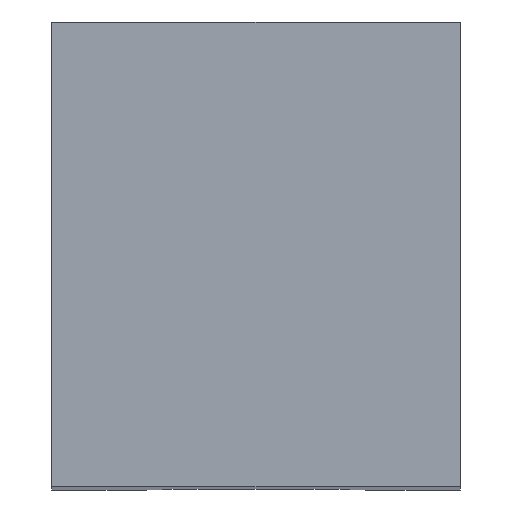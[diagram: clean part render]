
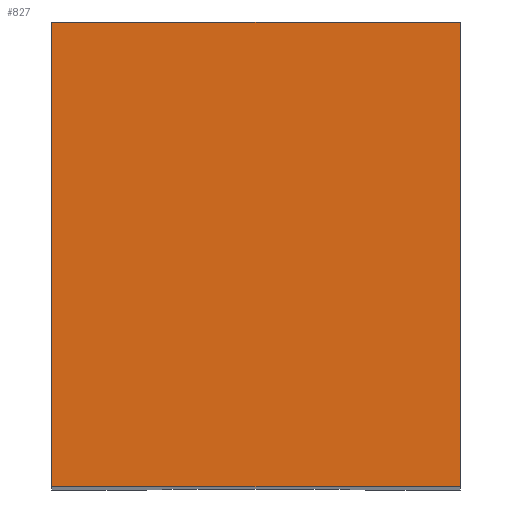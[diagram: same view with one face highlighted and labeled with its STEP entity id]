
A CAD part, top view. The second image highlights one B-rep face of the part: STEP entity #827.
In plain terms, the highlighted planar face has unit normal (0, 0, 1).
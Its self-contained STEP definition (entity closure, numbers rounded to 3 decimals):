
#169=DIRECTION('',(0.,-1.,0.));
#170=VECTOR('',#169,25.);
#171=CARTESIAN_POINT('',(-11.,25.,112.5));
#172=LINE('',#171,#170);
#312=DIRECTION('',(0.,-1.,0.));
#313=VECTOR('',#312,25.);
#314=CARTESIAN_POINT('',(11.,25.,112.5));
#315=LINE('',#314,#313);
#382=DIRECTION('',(1.,0.,0.));
#383=VECTOR('',#382,22.);
#384=CARTESIAN_POINT('',(-11.,0.,112.5));
#385=LINE('',#384,#383);
#418=DIRECTION('',(1.,0.,0.));
#419=VECTOR('',#418,22.);
#420=CARTESIAN_POINT('',(-11.,25.,112.5));
#421=LINE('',#420,#419);
#522=CARTESIAN_POINT('',(-11.,25.,112.5));
#524=VERTEX_POINT('',#522);
#525=CARTESIAN_POINT('',(-11.,0.,112.5));
#526=VERTEX_POINT('',#525);
#528=CARTESIAN_POINT('',(11.,25.,112.5));
#530=VERTEX_POINT('',#528);
#531=CARTESIAN_POINT('',(11.,0.,112.5));
#532=VERTEX_POINT('',#531);
#815=CARTESIAN_POINT('',(-11.,25.,112.5));
#816=DIRECTION('',(0.,0.,1.));
#817=DIRECTION('',(0.,-1.,0.));
#818=AXIS2_PLACEMENT_3D('',#815,#816,#817);
#819=PLANE('',#818);
#820=ORIENTED_EDGE('',*,*,#604,.F.);
#822=ORIENTED_EDGE('',*,*,#821,.T.);
#823=ORIENTED_EDGE('',*,*,#714,.T.);
#824=ORIENTED_EDGE('',*,*,#801,.F.);
#825=EDGE_LOOP('',(#820,#822,#823,#824));
#826=FACE_OUTER_BOUND('',#825,.F.);
#827=ADVANCED_FACE('',(#826),#819,.T.);
#604=EDGE_CURVE('',#524,#526,#172,.T.);
#714=EDGE_CURVE('',#530,#532,#315,.T.);
#801=EDGE_CURVE('',#526,#532,#385,.T.);
#821=EDGE_CURVE('',#524,#530,#421,.T.);
